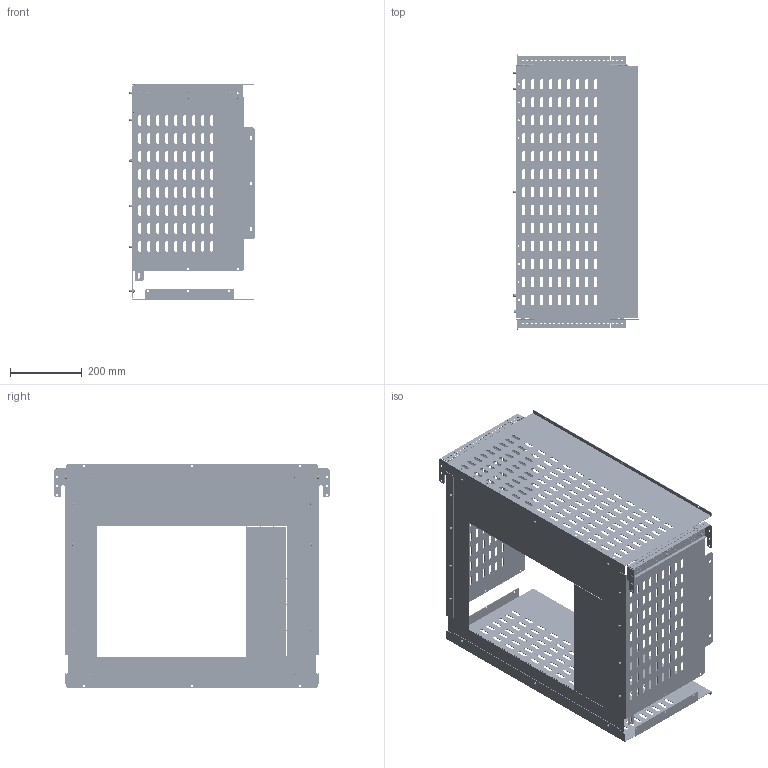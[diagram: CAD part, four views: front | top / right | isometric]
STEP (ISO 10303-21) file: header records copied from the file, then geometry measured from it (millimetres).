
FILE_DESCRIPTION (( 'STEP AP203' ), '1' );
FILE_NAME ('FO-00-3AEFW-060-080 FORMAT Ê-ò ñåêö. 2a-3a ARMAT ACB E_F âûêàò. 3-4P 600õ800 IEK.STEP', '2024-07-07T11:11:31', ( '' ), ( '' ), 'SwSTEP 2.0', 'SolidWorks 2022', '' );
FILE_SCHEMA (( 'CONFIG_CONTROL_DESIGN' ));
Products named in the file (1): FO-00-3AEFW-060-080 FORMAT К-т секц. 2a-3a ARMAT ACB E_F выкат. 3-4P 600х800 IEK
Bounding box: 348.2 x 766 x 622 mm (x, y, z)
Volume: 1751563.3 mm3; surface area: 2366823.4 mm2
Topology: 33 solids, 33 shells, 3310 faces, 9416 edges, 6208 vertices
Faces by surface type: cylinder 1864, plane 1238, cone 104, torus 104
Entity records: 111599 total; most frequent: DIRECTION 20076, CARTESIAN_POINT 18941, ORIENTED_EDGE 18832, EDGE_CURVE 9416, AXIS2_PLACEMENT_3D 7351, VERTEX_POINT 6208, LINE 5374, VECTOR 5374
